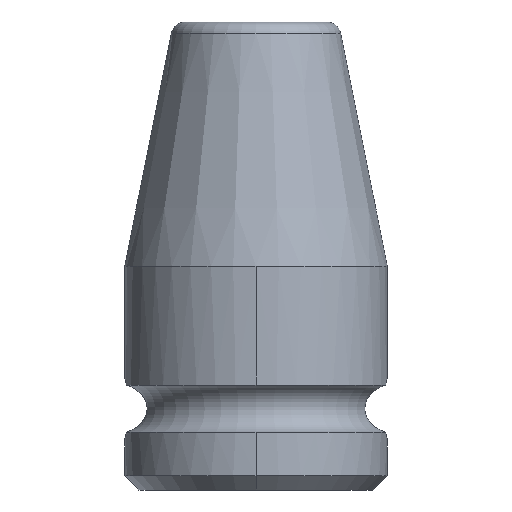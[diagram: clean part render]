
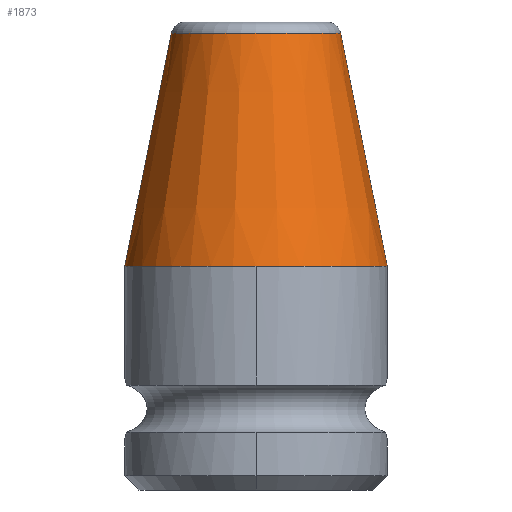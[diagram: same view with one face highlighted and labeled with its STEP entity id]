
A CAD part, left-side view. The second image highlights one B-rep face of the part: STEP entity #1873.
In plain terms, the highlighted conical face has half-angle 11.31 degrees and reference radius 5.306 mm.
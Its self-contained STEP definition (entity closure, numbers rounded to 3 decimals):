
#172=CARTESIAN_POINT('',(0.,0.,11.));
#173=DIRECTION('',(0.,0.,1.));
#174=DIRECTION('',(0.,1.,0.));
#175=AXIS2_PLACEMENT_3D('',#172,#173,#174);
#318=CARTESIAN_POINT('',(0.,0.,11.));
#319=DIRECTION('',(0.,0.,1.));
#320=DIRECTION('',(-1.,0.,0.));
#321=AXIS2_PLACEMENT_3D('',#318,#319,#320);
#832=DIRECTION('',(0.,0.196,-0.981));
#833=VECTOR('',#832,11.664);
#834=CARTESIAN_POINT('',(0.,4.163,
22.437));
#835=LINE('',#834,#833);
#836=DIRECTION('',(0.,-0.196,-0.981));
#837=VECTOR('',#836,11.664);
#838=CARTESIAN_POINT('',(0.,-4.163,
22.437));
#839=LINE('',#838,#837);
#840=CARTESIAN_POINT('',(0.,0.,22.437));
#841=DIRECTION('',(0.,0.,1.));
#842=DIRECTION('',(0.,1.,0.));
#843=AXIS2_PLACEMENT_3D('',#840,#841,#842);
#1001=CARTESIAN_POINT('',(0.,6.45,11.));
#1002=CARTESIAN_POINT('',(-6.45,0.,11.));
#1003=VERTEX_POINT('',#1001);
#1004=VERTEX_POINT('',#1002);
#1005=CARTESIAN_POINT('',(0.,-6.45,11.));
#1006=VERTEX_POINT('',#1005);
#1013=CARTESIAN_POINT('',(0.,4.163,22.437));
#1014=CARTESIAN_POINT('',(0.,-4.163,22.437));
#1015=VERTEX_POINT('',#1013);
#1016=VERTEX_POINT('',#1014);
#1861=CARTESIAN_POINT('',(0.,0.,16.719));
#1862=DIRECTION('',(0.,0.,-1.));
#1863=DIRECTION('',(0.,-1.,0.));
#1864=AXIS2_PLACEMENT_3D('',#1861,#1862,#1863);
#1865=CONICAL_SURFACE('',#1864,5.306,11.31);
#1866=ORIENTED_EDGE('',*,*,#1826,.T.);
#1867=ORIENTED_EDGE('',*,*,#1856,.T.);
#1868=ORIENTED_EDGE('',*,*,#1206,.F.);
#1869=ORIENTED_EDGE('',*,*,#1139,.F.);
#1870=ORIENTED_EDGE('',*,*,#1852,.F.);
#1871=EDGE_LOOP('',(#1866,#1867,#1868,#1869,#1870));
#1872=FACE_OUTER_BOUND('',#1871,.F.);
#1873=ADVANCED_FACE('',(#1872),#1865,.T.);
#176=CIRCLE('',#175,6.45);
#322=CIRCLE('',#321,6.45);
#844=CIRCLE('',#843,4.163);
#1139=EDGE_CURVE('',#1003,#1004,#176,.T.);
#1206=EDGE_CURVE('',#1004,#1006,#322,.T.);
#1826=EDGE_CURVE('',#1015,#1016,#844,.T.);
#1852=EDGE_CURVE('',#1015,#1003,#835,.T.);
#1856=EDGE_CURVE('',#1016,#1006,#839,.T.);
